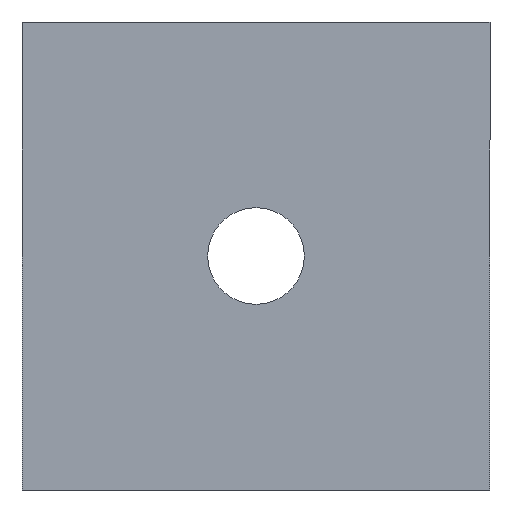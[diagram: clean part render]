
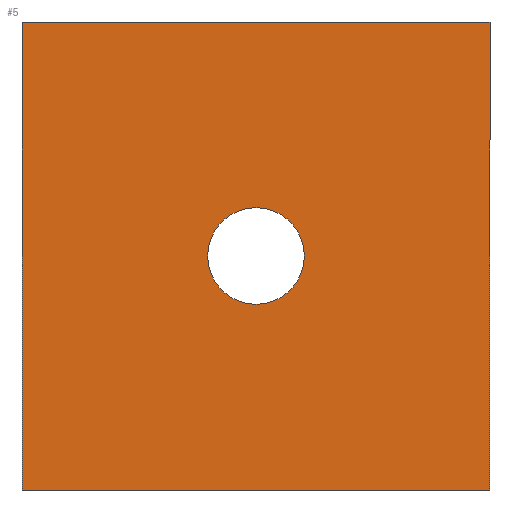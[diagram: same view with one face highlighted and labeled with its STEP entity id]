
A CAD part, front view. The second image highlights one B-rep face of the part: STEP entity #5.
In plain terms, the highlighted planar face has unit normal (0, -1, 0).
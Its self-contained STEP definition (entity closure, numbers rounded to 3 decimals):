
#5 = ADVANCED_FACE ( 'NONE', ( #79, #84 ), #175, .F. ) ;
#26 = VECTOR ( 'NONE', #111, 1000. ) ;
#29 = EDGE_LOOP ( 'NONE', ( #82, #57 ) ) ;
#38 = LINE ( 'NONE', #113, #81 ) ;
#55 = ORIENTED_EDGE ( 'NONE', *, *, #271, .F. ) ;
#56 = ORIENTED_EDGE ( 'NONE', *, *, #279, .F. ) ;
#57 = ORIENTED_EDGE ( 'NONE', *, *, #300, .T. ) ;
#58 = ORIENTED_EDGE ( 'NONE', *, *, #290, .F. ) ;
#60 = ORIENTED_EDGE ( 'NONE', *, *, #265, .F. ) ;
#67 = EDGE_LOOP ( 'NONE', ( #56, #60, #58, #55 ) ) ;
#75 = VECTOR ( 'NONE', #125, 1000. ) ;
#78 = LINE ( 'NONE', #126, #75 ) ;
#79 = FACE_OUTER_BOUND ( 'NONE', #67, .T. ) ;
#81 = VECTOR ( 'NONE', #116, 1000. ) ;
#82 = ORIENTED_EDGE ( 'NONE', *, *, #309, .T. ) ;
#84 = FACE_BOUND ( 'NONE', #29, .T. ) ;
#91 = LINE ( 'NONE', #132, #26 ) ;
#110 = CARTESIAN_POINT ( 'NONE',  ( 0., 0., 0. ) ) ;
#111 = DIRECTION ( 'NONE',  ( 0., 0., -1. ) ) ;
#112 = DIRECTION ( 'NONE',  ( 0., 1., 0. ) ) ;
#113 = CARTESIAN_POINT ( 'NONE',  ( -25.4, 0., -25.4 ) ) ;
#116 = DIRECTION ( 'NONE',  ( -1., 0., 0. ) ) ;
#118 = VERTEX_POINT ( 'NONE', #158 ) ;
#125 = DIRECTION ( 'NONE',  ( 1., 0., 0. ) ) ;
#126 = CARTESIAN_POINT ( 'NONE',  ( -25.4, 0., 25.4 ) ) ;
#131 = VERTEX_POINT ( 'NONE', #142 ) ;
#132 = CARTESIAN_POINT ( 'NONE',  ( 25.4, 0., -25.4 ) ) ;
#133 = DIRECTION ( 'NONE',  ( 0., 0., 1. ) ) ;
#142 = CARTESIAN_POINT ( 'NONE',  ( 25.4, 0., 25.4 ) ) ;
#145 = CARTESIAN_POINT ( 'NONE',  ( 25.4, 0., -25.4 ) ) ;
#148 = CARTESIAN_POINT ( 'NONE',  ( 0., 0., 5.25 ) ) ;
#149 = CARTESIAN_POINT ( 'NONE',  ( 0., 0., -5.25 ) ) ;
#153 = CARTESIAN_POINT ( 'NONE',  ( -25.4, 0., 25.4 ) ) ;
#158 = CARTESIAN_POINT ( 'NONE',  ( -25.4, 0., -25.4 ) ) ;
#159 = DIRECTION ( 'NONE',  ( 0., 1., 0. ) ) ;
#160 = DIRECTION ( 'NONE',  ( 0., 0., 1. ) ) ;
#164 = VERTEX_POINT ( 'NONE', #145 ) ;
#170 = CARTESIAN_POINT ( 'NONE',  ( 25.4, 0., 25.4 ) ) ;
#175 = PLANE ( 'NONE',  #295 ) ;
#177 = DIRECTION ( 'NONE',  ( 0., 0., 1. ) ) ;
#182 = CARTESIAN_POINT ( 'NONE',  ( -25.4, 0., -25.4 ) ) ;
#183 = VERTEX_POINT ( 'NONE', #153 ) ;
#184 = VERTEX_POINT ( 'NONE', #149 ) ;
#189 = DIRECTION ( 'NONE',  ( 0., 1., 0. ) ) ;
#195 = VERTEX_POINT ( 'NONE', #148 ) ;
#198 = DIRECTION ( 'NONE',  ( 0., 0., 1. ) ) ;
#202 = CARTESIAN_POINT ( 'NONE',  ( 0., 0., 0. ) ) ;
#252 = CIRCLE ( 'NONE', #296, 5.25 ) ;
#255 = LINE ( 'NONE', #182, #258 ) ;
#258 = VECTOR ( 'NONE', #133, 1000. ) ;
#264 = CIRCLE ( 'NONE', #278, 5.25 ) ;
#265 = EDGE_CURVE ( 'NONE', #183, #131, #78, .T. ) ;
#271 = EDGE_CURVE ( 'NONE', #164, #118, #38, .T. ) ;
#278 = AXIS2_PLACEMENT_3D ( 'NONE', #202, #189, #198 ) ;
#279 = EDGE_CURVE ( 'NONE', #131, #164, #91, .T. ) ;
#290 = EDGE_CURVE ( 'NONE', #118, #183, #255, .T. ) ;
#295 = AXIS2_PLACEMENT_3D ( 'NONE', #170, #159, #160 ) ;
#296 = AXIS2_PLACEMENT_3D ( 'NONE', #110, #112, #177 ) ;
#300 = EDGE_CURVE ( 'NONE', #195, #184, #252, .T. ) ;
#309 = EDGE_CURVE ( 'NONE', #184, #195, #264, .T. ) ;
